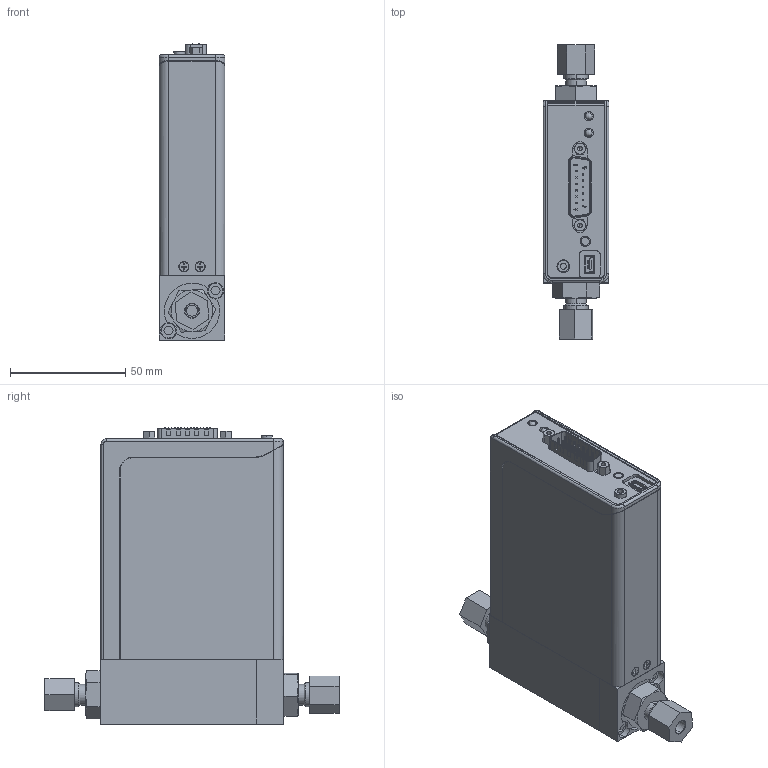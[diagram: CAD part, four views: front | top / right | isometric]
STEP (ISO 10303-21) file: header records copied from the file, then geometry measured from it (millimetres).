
FILE_DESCRIPTION (( 'STEP AP203' ), '1' );
FILE_NAME ('GF040-T6-S5.STEP', '2015-08-18T12:56:56', ( 'mrutkowski' ), ( 'Hewlett-Packard Company' ), 'SwSTEP 2.0', 'SolidWorks 2014', '' );
FILE_SCHEMA (( 'CONFIG_CONTROL_DESIGN' ));
Length unit declared in the file: inch
Products named in the file (1): GF040-T6-S5
Bounding box: 28.57 x 127.6 x 128.47 mm (x, y, z)
Volume: 105935 mm3; surface area: 73348.7 mm2
Topology: 24 solids, 25 shells, 1488 faces, 3661 edges, 2324 vertices
Faces by surface type: plane 947, cylinder 303, cone 158, bspline 74, torus 6
Entity records: 47561 total; most frequent: CARTESIAN_POINT 12402, ORIENTED_EDGE 7294, DIRECTION 7014, EDGE_CURVE 3647, LINE 2656, VECTOR 2656, VERTEX_POINT 2324, AXIS2_PLACEMENT_3D 2179
